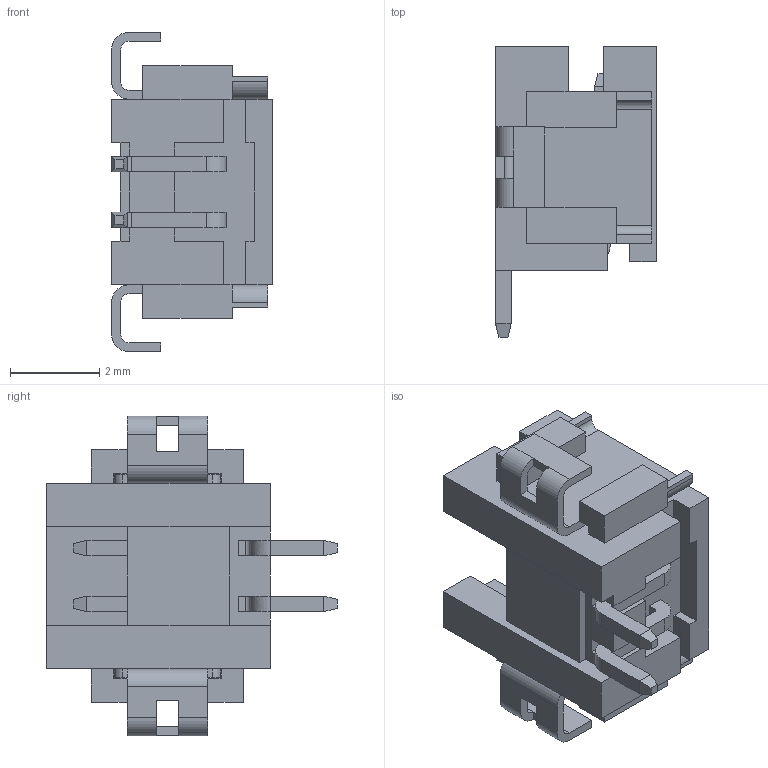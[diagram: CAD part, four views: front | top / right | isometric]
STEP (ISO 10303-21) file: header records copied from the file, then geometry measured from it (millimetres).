
FILE_DESCRIPTION(('OneSpaceDesigner STEP Export'),'2;1');
FILE_NAME('DF13A-2P-1.25H.stp','2007-03-23T10:42:30',(''),(''),'OneSpace Designer STEP processor (Jan. 2003) for AP214(CD)(Solid Model)','OneSpace Designer 12.00 10-Sep-2003 (C) CoCreate Software GmbH','');
FILE_SCHEMA(('AUTOMOTIVE_DESIGN_CC2 {1 2 10303 214 -1 1 5 1}'));
Length unit declared in the file: millimetre
Products named in the file (2): DF13A-2P-1.25HÈª
Assembly tree (1 placements, depth 2):
  DF13A-2P-1.25HÈª
    DF13A-2P-1.25HÈª
Bounding box: 3.6 x 6.5 x 7.15 mm (x, y, z)
Volume: 52.8 mm3; surface area: 204.7 mm2
Topology: 1 solids, 1 shells, 230 faces, 656 edges, 424 vertices
Faces by surface type: plane 198, cylinder 32
Entity records: 7123 total; most frequent: ORIENTED_EDGE 1312, CARTESIAN_POINT 1248, DIRECTION 1094, EDGE_CURVE 656, VECTOR 554, LINE 554, VERTEX_POINT 424, AXIS2_PLACEMENT_3D 270
